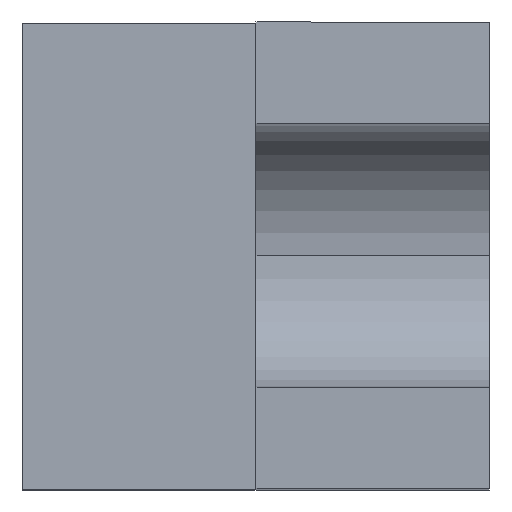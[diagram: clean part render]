
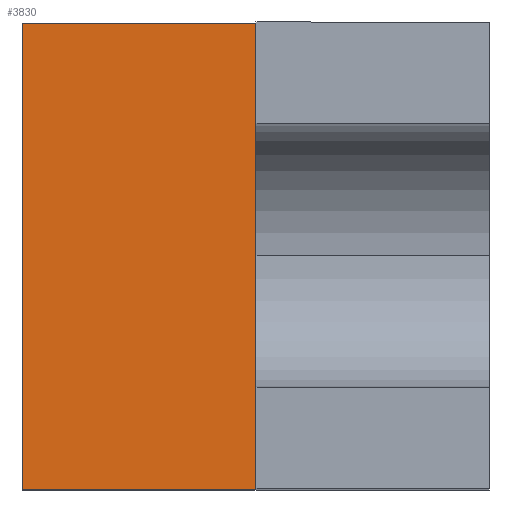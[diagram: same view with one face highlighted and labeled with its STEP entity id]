
A CAD part, top view. The second image highlights one B-rep face of the part: STEP entity #3830.
In plain terms, the highlighted planar face has unit normal (0, 0, 1).
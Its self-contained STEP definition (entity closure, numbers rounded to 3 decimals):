
#41 = CARTESIAN_POINT ( 'NONE',  ( -9., 9., 13.4 ) ) ;
#49 = FACE_OUTER_BOUND ( 'NONE', #382, .T. ) ;
#50 = PLANE ( 'NONE',  #325 ) ;
#52 = DIRECTION ( 'NONE',  ( 0., 0., -1. ) ) ;
#53 = DIRECTION ( 'NONE',  ( -1., 0., 0. ) ) ;
#325 = AXIS2_PLACEMENT_3D ( 'NONE', #41, #52, #53 ) ;
#382 = EDGE_LOOP ( 'NONE', ( #687, #686, #682, #681 ) ) ;
#681 = ORIENTED_EDGE ( 'NONE', *, *, #5158, .T. ) ;
#682 = ORIENTED_EDGE ( 'NONE', *, *, #5157, .T. ) ;
#686 = ORIENTED_EDGE ( 'NONE', *, *, #5160, .T. ) ;
#687 = ORIENTED_EDGE ( 'NONE', *, *, #5159, .F. ) ;
#1874 = CARTESIAN_POINT ( 'NONE',  ( -9., 9., 13.4 ) ) ;
#1877 = CARTESIAN_POINT ( 'NONE',  ( 0., 9., 13.4 ) ) ;
#1888 = CARTESIAN_POINT ( 'NONE',  ( -9., -9., 13.4 ) ) ;
#1891 = CARTESIAN_POINT ( 'NONE',  ( 0., -9., 13.4 ) ) ;
#3262 = LINE ( 'NONE', #3580, #4898 ) ;
#3577 = LINE ( 'NONE', #3578, #4895 ) ;
#3578 = CARTESIAN_POINT ( 'NONE',  ( -9., -9., 13.4 ) ) ;
#3579 = DIRECTION ( 'NONE',  ( 0., -1., 0. ) ) ;
#3580 = CARTESIAN_POINT ( 'NONE',  ( -9., -9., 13.4 ) ) ;
#3581 = DIRECTION ( 'NONE',  ( 1., 0., 0. ) ) ;
#3582 = LINE ( 'NONE', #3583, #4897 ) ;
#3583 = CARTESIAN_POINT ( 'NONE',  ( 0., 9., 13.4 ) ) ;
#3584 = DIRECTION ( 'NONE',  ( 0., -1., 0. ) ) ;
#3585 = LINE ( 'NONE', #3586, #4899 ) ;
#3586 = CARTESIAN_POINT ( 'NONE',  ( -9., 9., 13.4 ) ) ;
#3587 = DIRECTION ( 'NONE',  ( -1., 0., 0. ) ) ;
#3830 = ADVANCED_FACE ( 'NONE', ( #49 ), #50, .F. ) ;
#4895 = VECTOR ( 'NONE', #3579, 1000. ) ;
#4897 = VECTOR ( 'NONE', #3584, 1000. ) ;
#4898 = VECTOR ( 'NONE', #3581, 1000. ) ;
#4899 = VECTOR ( 'NONE', #3587, 1000. ) ;
#5157 = EDGE_CURVE ( 'NONE', #6073, #6087, #3577, .T. ) ;
#5158 = EDGE_CURVE ( 'NONE', #6087, #6090, #3262, .T. ) ;
#5159 = EDGE_CURVE ( 'NONE', #6076, #6090, #3582, .T. ) ;
#5160 = EDGE_CURVE ( 'NONE', #6076, #6073, #3585, .T. ) ;
#6073 = VERTEX_POINT ( 'NONE', #1874 ) ;
#6076 = VERTEX_POINT ( 'NONE', #1877 ) ;
#6087 = VERTEX_POINT ( 'NONE', #1888 ) ;
#6090 = VERTEX_POINT ( 'NONE', #1891 ) ;
